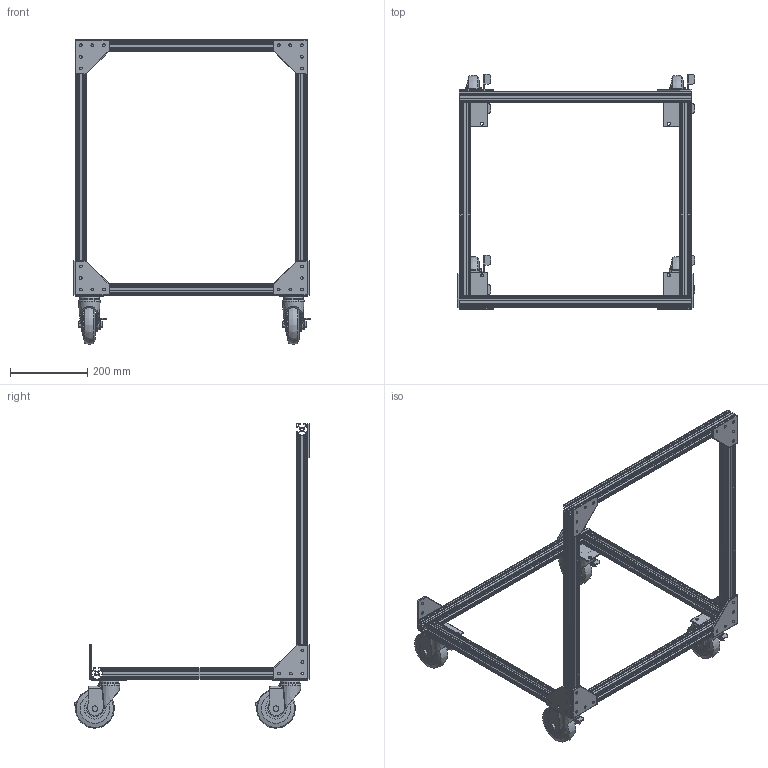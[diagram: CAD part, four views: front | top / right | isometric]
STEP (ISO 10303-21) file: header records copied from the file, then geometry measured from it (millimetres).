
FILE_DESCRIPTION(/* description */ (''),/* implementation_level */ '2;1');
FILE_NAME(/* name */ 'Sheet Goods Storage v1 v3.step',/* time_stamp */ '2025-10-26T22:07:51-07:00',/* author */ (''),/* organization */ (''),/* preprocessor_version */ 'ST-DEVELOPER v20.1',/* originating_system */ 'Autodesk Translation Framework v14.17.0.0',/* authorisation */ '');
FILE_SCHEMA (('AUTOMOTIVE_DESIGN { 1 0 10303 214 3 1 1 }'));
Length unit declared in the file: millimetre
Products named in the file (6): Sheet Goods Storage v1; Frame; 3030 - Beam; 3030 - Beam_1; 8789T42_Cart-King Caster; 5537T963_T-Slotted Framing
Assembly tree (20 placements, depth 3):
  Sheet Goods Storage v1
    Frame
      3030 - Beam_1  x5
      3030 - Beam  x2
      8789T42_Cart-King Caster  x4
      5537T963_T-Slotted Framing  x8
Bounding box: 613.49 x 608.76 x 787 mm (x, y, z)
Volume: 2857350.9 mm3; surface area: 1688232.3 mm2
Topology: 23 solids, 23 shells, 1443 faces, 3847 edges, 2462 vertices
Faces by surface type: plane 758, cylinder 493, cone 80, bspline 52, sphere 40, torus 20
Full cylindrical faces by diameter (mm): 7 x40, 7.938 x16, 8 x7, 12.7 x4, 47.307 x4, 50.864 x8, 76.2 x8
Entity records: 12661 total; most frequent: CARTESIAN_POINT 3167, DIRECTION 1949, ORIENTED_EDGE 1936, EDGE_CURVE 968, AXIS2_PLACEMENT_3D 662, VERTEX_POINT 630, LINE 625, VECTOR 625
